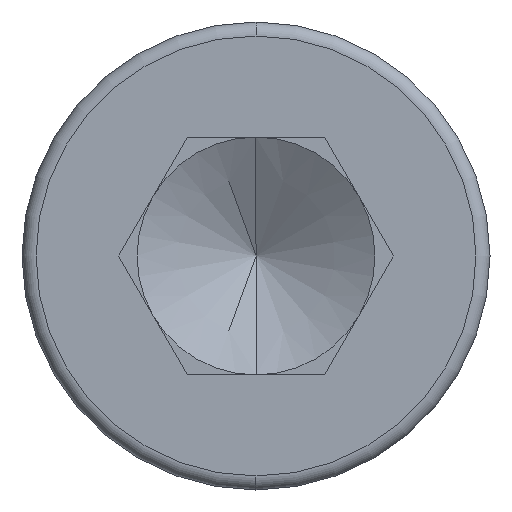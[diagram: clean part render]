
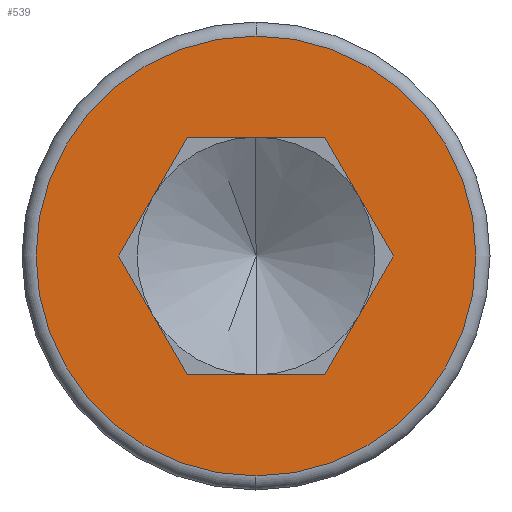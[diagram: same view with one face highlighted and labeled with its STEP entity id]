
A CAD part, left-side view. The second image highlights one B-rep face of the part: STEP entity #539.
In plain terms, the highlighted planar face has unit normal (-1, 0, 0).
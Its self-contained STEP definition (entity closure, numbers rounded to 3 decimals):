
#19 = EDGE_CURVE ( 'NONE', #730, #772, #696, .T. ) ;
#27 = DIRECTION ( 'NONE',  ( 0., -1., 0. ) ) ;
#29 = DIRECTION ( 'NONE',  ( 0., -0.5, 0.866 ) ) ;
#31 = CARTESIAN_POINT ( 'NONE',  ( 0., 2.935, 0. ) ) ;
#32 = CARTESIAN_POINT ( 'NONE',  ( 0., 1.468, -2.542 ) ) ;
#38 = CARTESIAN_POINT ( 'NONE',  ( 0., 0., 0. ) ) ;
#71 = CARTESIAN_POINT ( 'NONE',  ( 0., 0., 4.7 ) ) ;
#114 = CARTESIAN_POINT ( 'NONE',  ( 0., 1.468, -2.542 ) ) ;
#115 = EDGE_CURVE ( 'NONE', #759, #590, #388, .T. ) ;
#116 = EDGE_CURVE ( 'NONE', #542, #569, #385, .T. ) ;
#124 = CARTESIAN_POINT ( 'NONE',  ( 0., -1.468, 2.542 ) ) ;
#143 = DIRECTION ( 'NONE',  ( 0., -0.5, -0.866 ) ) ;
#147 = EDGE_CURVE ( 'NONE', #772, #762, #378, .T. ) ;
#201 = AXIS2_PLACEMENT_3D ( 'NONE', #592, #422, #338 ) ;
#225 = CARTESIAN_POINT ( 'NONE',  ( 0., 2.935, 0. ) ) ;
#244 = VECTOR ( 'NONE', #689, 1000. ) ;
#253 = LINE ( 'NONE', #761, #244 ) ;
#254 = CIRCLE ( 'NONE', #201, 4.7 ) ;
#270 = VECTOR ( 'NONE', #27, 1000. ) ;
#273 = VECTOR ( 'NONE', #29, 1000. ) ;
#280 = LINE ( 'NONE', #32, #270 ) ;
#285 = LINE ( 'NONE', #31, #273 ) ;
#305 = CARTESIAN_POINT ( 'NONE',  ( 0., -2.935, 0. ) ) ;
#309 = CARTESIAN_POINT ( 'NONE',  ( 0., 1.468, 2.542 ) ) ;
#321 = FACE_OUTER_BOUND ( 'NONE', #435, .T. ) ;
#331 = CARTESIAN_POINT ( 'NONE',  ( 0., 0., -4.7 ) ) ;
#336 = FACE_BOUND ( 'NONE', #529, .T. ) ;
#338 = DIRECTION ( 'NONE',  ( 0., 0., 1. ) ) ;
#365 = CARTESIAN_POINT ( 'NONE',  ( 0., -1.468, -2.542 ) ) ;
#371 = VECTOR ( 'NONE', #645, 1000. ) ;
#378 = LINE ( 'NONE', #606, #371 ) ;
#379 = VECTOR ( 'NONE', #610, 1000. ) ;
#385 = LINE ( 'NONE', #581, #379 ) ;
#388 = CIRCLE ( 'NONE', #654, 4.7 ) ;
#402 = VECTOR ( 'NONE', #143, 1000. ) ;
#422 = DIRECTION ( 'NONE',  ( -1., 0., 0. ) ) ;
#435 = EDGE_LOOP ( 'NONE', ( #474, #472 ) ) ;
#472 = ORIENTED_EDGE ( 'NONE', *, *, #115, .T. ) ;
#474 = ORIENTED_EDGE ( 'NONE', *, *, #650, .T. ) ;
#475 = ORIENTED_EDGE ( 'NONE', *, *, #116, .F. ) ;
#476 = ORIENTED_EDGE ( 'NONE', *, *, #617, .F. ) ;
#477 = ORIENTED_EDGE ( 'NONE', *, *, #147, .T. ) ;
#478 = ORIENTED_EDGE ( 'NONE', *, *, #19, .T. ) ;
#479 = ORIENTED_EDGE ( 'NONE', *, *, #679, .F. ) ;
#481 = ORIENTED_EDGE ( 'NONE', *, *, #603, .T. ) ;
#493 = AXIS2_PLACEMENT_3D ( 'NONE', #38, #640, #660 ) ;
#528 = CARTESIAN_POINT ( 'NONE',  ( 0., -1.468, 2.542 ) ) ;
#529 = EDGE_LOOP ( 'NONE', ( #481, #479, #478, #477, #476, #475 ) ) ;
#539 = ADVANCED_FACE ( 'NONE', ( #336, #321 ), #593, .T. ) ;
#542 = VERTEX_POINT ( 'NONE', #225 ) ;
#569 = VERTEX_POINT ( 'NONE', #114 ) ;
#581 = CARTESIAN_POINT ( 'NONE',  ( 0., 2.935, 0. ) ) ;
#590 = VERTEX_POINT ( 'NONE', #71 ) ;
#592 = CARTESIAN_POINT ( 'NONE',  ( 0., 0., 0. ) ) ;
#593 = PLANE ( 'NONE',  #493 ) ;
#603 = EDGE_CURVE ( 'NONE', #542, #773, #285, .T. ) ;
#606 = CARTESIAN_POINT ( 'NONE',  ( 0., -2.935, 0. ) ) ;
#610 = DIRECTION ( 'NONE',  ( 0., -0.5, -0.866 ) ) ;
#612 = CARTESIAN_POINT ( 'NONE',  ( 0., 0., 0. ) ) ;
#614 = DIRECTION ( 'NONE',  ( -1., 0., 0. ) ) ;
#616 = DIRECTION ( 'NONE',  ( 0., 0., 1. ) ) ;
#617 = EDGE_CURVE ( 'NONE', #569, #762, #280, .T. ) ;
#640 = DIRECTION ( 'NONE',  ( -1., 0., 0. ) ) ;
#645 = DIRECTION ( 'NONE',  ( 0., 0.5, -0.866 ) ) ;
#650 = EDGE_CURVE ( 'NONE', #590, #759, #254, .T. ) ;
#654 = AXIS2_PLACEMENT_3D ( 'NONE', #612, #614, #616 ) ;
#660 = DIRECTION ( 'NONE',  ( 0., 0., 1. ) ) ;
#679 = EDGE_CURVE ( 'NONE', #730, #773, #253, .T. ) ;
#689 = DIRECTION ( 'NONE',  ( 0., 1., 0. ) ) ;
#696 = LINE ( 'NONE', #124, #402 ) ;
#730 = VERTEX_POINT ( 'NONE', #528 ) ;
#759 = VERTEX_POINT ( 'NONE', #331 ) ;
#761 = CARTESIAN_POINT ( 'NONE',  ( 0., -1.468, 2.542 ) ) ;
#762 = VERTEX_POINT ( 'NONE', #365 ) ;
#772 = VERTEX_POINT ( 'NONE', #305 ) ;
#773 = VERTEX_POINT ( 'NONE', #309 ) ;
